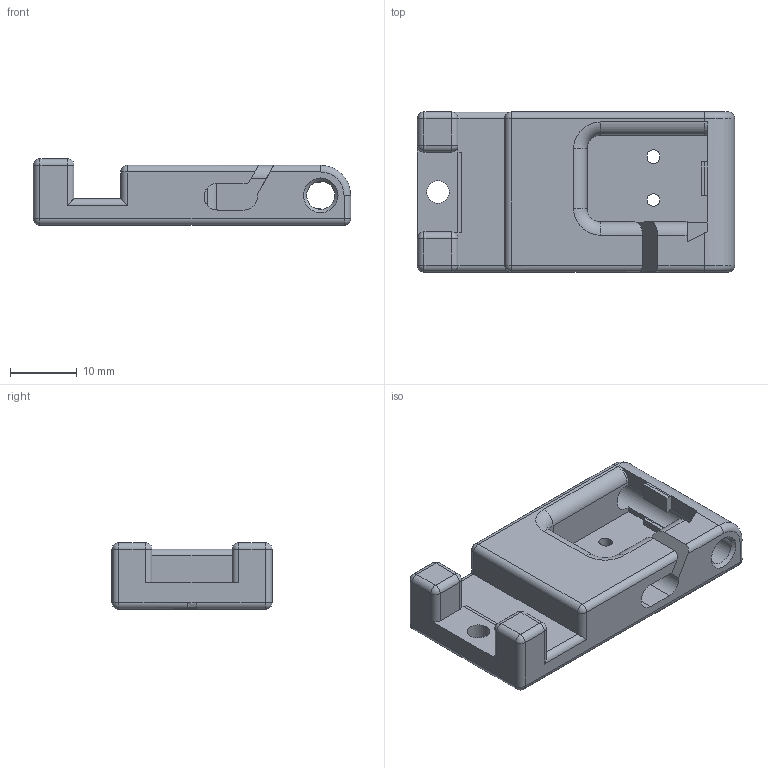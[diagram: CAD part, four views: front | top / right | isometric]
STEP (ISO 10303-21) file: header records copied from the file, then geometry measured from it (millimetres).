
FILE_DESCRIPTION(('FreeCAD Model'),'2;1');
FILE_NAME('Open CASCADE Shape Model','2022-02-19T19:18:50',(''),(''), 'Open CASCADE STEP processor 7.3','FreeCAD','Unknown');
FILE_SCHEMA(('AUTOMOTIVE_DESIGN { 1 0 10303 214 1 1 1 1 }'));
Length unit declared in the file: millimetre
Products named in the file (1): runout
Bounding box: 47.6 x 24 x 10 mm (x, y, z)
Volume: 6643 mm3; surface area: 4213 mm2
Topology: 1 solids, 1 shells, 121 faces, 312 edges, 177 vertices
Faces by surface type: plane 49, cylinder 49, sphere 14, torus 5, cone 3, bspline 1
Full cylindrical faces by diameter (mm): 1.9 x1, 3.4 x1, 4.2 x1
Entity records: 7771 total; most frequent: CARTESIAN_POINT 1647, DIRECTION 1197, LINE 712, VECTOR 712, ORIENTED_EDGE 596, PCURVE 596, DEFINITIONAL_REPRESENTATION 596, EDGE_CURVE 298
